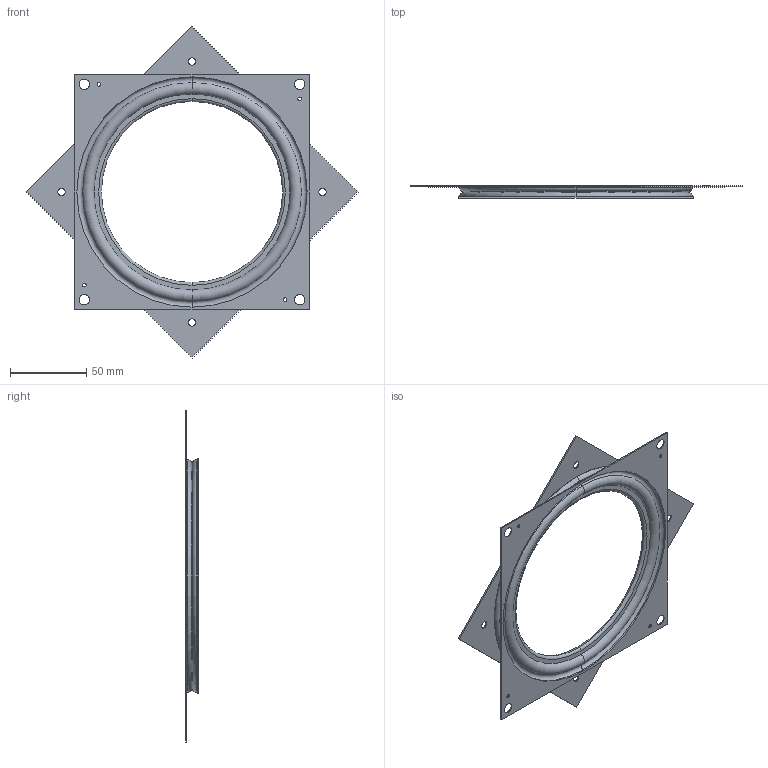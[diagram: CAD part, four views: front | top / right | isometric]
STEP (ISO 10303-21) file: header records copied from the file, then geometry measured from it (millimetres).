
FILE_DESCRIPTION (( 'STEP AP203' ), '1' );
FILE_NAME ('1544T1_Lubricated Turntable.STEP', '2021-09-08T04:22:54', ( 'Administrator' ), ( 'Managed by Terraform' ), 'SwSTEP 2.0', 'SolidWorks 2017', '' );
FILE_SCHEMA (( 'CONFIG_CONTROL_DESIGN' ));
Length unit declared in the file: inch
Products named in the file (1): 1544T1_Lubricated Turntable
Bounding box: 217.79 x 8.13 x 217.79 mm (x, y, z)
Volume: 22570.4 mm3; surface area: 61837.9 mm2
Topology: 6 solids, 6 shells, 86 faces, 212 edges, 136 vertices
Faces by surface type: cylinder 36, torus 24, plane 18, sphere 8
Entity records: 2577 total; most frequent: DIRECTION 498, CARTESIAN_POINT 403, ORIENTED_EDGE 384, AXIS2_PLACEMENT_3D 219, EDGE_CURVE 192, CIRCLE 132, VERTEX_POINT 124, EDGE_LOOP 120
